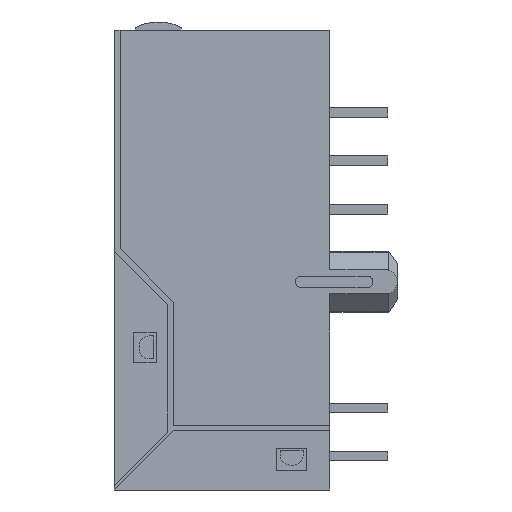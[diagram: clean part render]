
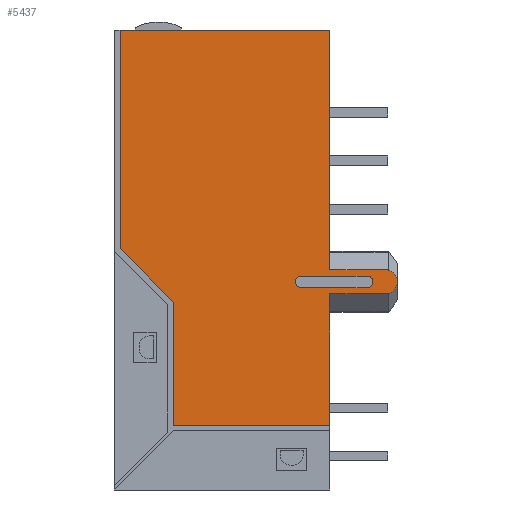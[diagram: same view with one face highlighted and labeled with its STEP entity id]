
A CAD part, left-side view. The second image highlights one B-rep face of the part: STEP entity #5437.
In plain terms, the highlighted planar face has unit normal (-1, 0, 0).
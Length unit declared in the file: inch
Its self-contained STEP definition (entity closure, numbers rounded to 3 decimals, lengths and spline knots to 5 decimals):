
#80 = CARTESIAN_POINT ( 'NONE',  ( -0.35, -0.08702, -0.057 ) ) ;
#119 = CARTESIAN_POINT ( 'NONE',  ( -0.35, 0.435, 0.475 ) ) ;
#123 = CARTESIAN_POINT ( 'NONE',  ( -0.35, 0.0491, -0.045 ) ) ;
#181 = LINE ( 'NONE', #9494, #3578 ) ;
#407 = DIRECTION ( 'NONE',  ( 0., -1., 0. ) ) ;
#569 = VECTOR ( 'NONE', #10290, 39.37008 ) ;
#585 = CIRCLE ( 'NONE', #7350, 0.025 ) ;
#685 = VECTOR ( 'NONE', #6879, 39.37008 ) ;
#817 = ORIENTED_EDGE ( 'NONE', *, *, #5178, .F. ) ;
#819 = DIRECTION ( 'NONE',  ( 1., 0., 0. ) ) ;
#998 = DIRECTION ( 'NONE',  ( 0., 1., 0. ) ) ;
#1107 = VECTOR ( 'NONE', #9304, 39.37008 ) ;
#1139 = EDGE_CURVE ( 'NONE', #3244, #4059, #585, .T. ) ;
#1360 = VERTEX_POINT ( 'NONE', #9337 ) ;
#1381 = EDGE_CURVE ( 'NONE', #8769, #1360, #181, .T. ) ;
#1396 = DIRECTION ( 'NONE',  ( 0., 1., 0. ) ) ;
#1708 = CARTESIAN_POINT ( 'NONE',  ( -0.35, 0.31295, -0.08705 ) ) ;
#1761 = ORIENTED_EDGE ( 'NONE', *, *, #2402, .F. ) ;
#1779 = FACE_OUTER_BOUND ( 'NONE', #11079, .T. ) ;
#1868 = LINE ( 'NONE', #8374, #9568 ) ;
#1907 = EDGE_CURVE ( 'NONE', #4955, #8420, #5889, .T. ) ;
#1928 = LINE ( 'NONE', #8601, #6509 ) ;
#2021 = FACE_BOUND ( 'NONE', #7172, .T. ) ;
#2380 = CARTESIAN_POINT ( 'NONE',  ( -0.35, 0.435, -0.057 ) ) ;
#2389 = EDGE_CURVE ( 'NONE', #7599, #10223, #9484, .T. ) ;
#2402 = EDGE_CURVE ( 'NONE', #7106, #3524, #9207, .T. ) ;
#2458 = ORIENTED_EDGE ( 'NONE', *, *, #4148, .T. ) ;
#2771 = ORIENTED_EDGE ( 'NONE', *, *, #4025, .F. ) ;
#2815 = VECTOR ( 'NONE', #4990, 39.37008 ) ;
#2969 = CARTESIAN_POINT ( 'NONE',  ( -0.35, 0.435, -0.02 ) ) ;
#3110 = EDGE_CURVE ( 'NONE', #7599, #7773, #5647, .T. ) ;
#3211 = DIRECTION ( 'NONE',  ( 0., 1., 0. ) ) ;
#3244 = VERTEX_POINT ( 'NONE', #7018 ) ;
#3260 = CARTESIAN_POINT ( 'NONE',  ( -0.35, -0.08702, -0.045 ) ) ;
#3382 = DIRECTION ( 'NONE',  ( -1., 0., 0. ) ) ;
#3403 = LINE ( 'NONE', #2380, #1107 ) ;
#3423 = DIRECTION ( 'NONE',  ( 0., 0., -1. ) ) ;
#3443 = DIRECTION ( 'NONE',  ( 0., 0., 1. ) ) ;
#3524 = VERTEX_POINT ( 'NONE', #3987 ) ;
#3578 = VECTOR ( 'NONE', #9452, 39.37008 ) ;
#3987 = CARTESIAN_POINT ( 'NONE',  ( -0.35, -0.08702, -0.033 ) ) ;
#4025 = EDGE_CURVE ( 'NONE', #4059, #10223, #5492, .T. ) ;
#4059 = VERTEX_POINT ( 'NONE', #4881 ) ;
#4082 = EDGE_CURVE ( 'NONE', #3524, #4955, #1868, .T. ) ;
#4148 = EDGE_CURVE ( 'NONE', #10127, #6444, #5109, .T. ) ;
#4229 = DIRECTION ( 'NONE',  ( 0., 1., 0. ) ) ;
#4269 = CARTESIAN_POINT ( 'NONE',  ( -0.35, 0.435, -0.34114 ) ) ;
#4314 = ORIENTED_EDGE ( 'NONE', *, *, #1139, .F. ) ;
#4379 = AXIS2_PLACEMENT_3D ( 'NONE', #3260, #3382, #3423 ) ;
#4448 = AXIS2_PLACEMENT_3D ( 'NONE', #123, #8839, #8974 ) ;
#4456 = ORIENTED_EDGE ( 'NONE', *, *, #4082, .F. ) ;
#4526 = CARTESIAN_POINT ( 'NONE',  ( -0.35, -0.00988, -0.02 ) ) ;
#4572 = EDGE_CURVE ( 'NONE', #6444, #1360, #10027, .T. ) ;
#4881 = CARTESIAN_POINT ( 'NONE',  ( -0.35, -0.12492, -0.07 ) ) ;
#4955 = VERTEX_POINT ( 'NONE', #5908 ) ;
#4990 = DIRECTION ( 'NONE',  ( 0., 0., 1. ) ) ;
#5109 = LINE ( 'NONE', #10998, #2815 ) ;
#5178 = EDGE_CURVE ( 'NONE', #10127, #3244, #6492, .T. ) ;
#5373 = EDGE_CURVE ( 'NONE', #8420, #7106, #3403, .T. ) ;
#5386 = CARTESIAN_POINT ( 'NONE',  ( -0.35, -0.12492, -0.045 ) ) ;
#5420 = DIRECTION ( 'NONE',  ( 1., 0., 0. ) ) ;
#5437 = ADVANCED_FACE ( 'NONE', ( #1779, #2021 ), #5944, .F. ) ;
#5455 = DIRECTION ( 'NONE',  ( 0., 0., 1. ) ) ;
#5492 = LINE ( 'NONE', #7435, #7818 ) ;
#5647 = LINE ( 'NONE', #4269, #10234 ) ;
#5724 = VECTOR ( 'NONE', #998, 39.37008 ) ;
#5889 = CIRCLE ( 'NONE', #4448, 0.012 ) ;
#5908 = CARTESIAN_POINT ( 'NONE',  ( -0.35, 0.0491, -0.033 ) ) ;
#5944 = PLANE ( 'NONE',  #10084 ) ;
#5987 = CARTESIAN_POINT ( 'NONE',  ( -0.35, 0.435, -0.475 ) ) ;
#6039 = ORIENTED_EDGE ( 'NONE', *, *, #4572, .T. ) ;
#6239 = VECTOR ( 'NONE', #407, 39.37008 ) ;
#6330 = EDGE_CURVE ( 'NONE', #6857, #8769, #7562, .T. ) ;
#6444 = VERTEX_POINT ( 'NONE', #7037 ) ;
#6449 = ORIENTED_EDGE ( 'NONE', *, *, #9914, .F. ) ;
#6492 = LINE ( 'NONE', #2969, #6239 ) ;
#6509 = VECTOR ( 'NONE', #3443, 39.37008 ) ;
#6790 = CARTESIAN_POINT ( 'NONE',  ( -0.35, 0.31295, -0.08705 ) ) ;
#6849 = DIRECTION ( 'NONE',  ( 0., 0., -1. ) ) ;
#6857 = VERTEX_POINT ( 'NONE', #6790 ) ;
#6879 = DIRECTION ( 'NONE',  ( 0., 0.707, 0.707 ) ) ;
#6886 = ORIENTED_EDGE ( 'NONE', *, *, #6330, .F. ) ;
#7018 = CARTESIAN_POINT ( 'NONE',  ( -0.35, -0.12492, -0.02 ) ) ;
#7037 = CARTESIAN_POINT ( 'NONE',  ( -0.35, -0.00988, 0.475 ) ) ;
#7106 = VERTEX_POINT ( 'NONE', #80 ) ;
#7172 = EDGE_LOOP ( 'NONE', ( #10673, #4456, #1761, #9712 ) ) ;
#7350 = AXIS2_PLACEMENT_3D ( 'NONE', #5386, #5420, #5455 ) ;
#7435 = CARTESIAN_POINT ( 'NONE',  ( -0.35, 0.435, -0.07 ) ) ;
#7562 = LINE ( 'NONE', #1708, #685 ) ;
#7599 = VERTEX_POINT ( 'NONE', #8463 ) ;
#7773 = VERTEX_POINT ( 'NONE', #10500 ) ;
#7783 = CARTESIAN_POINT ( 'NONE',  ( -0.35, -0.00988, -0.475 ) ) ;
#7814 = ORIENTED_EDGE ( 'NONE', *, *, #3110, .F. ) ;
#7818 = VECTOR ( 'NONE', #1396, 39.37008 ) ;
#8374 = CARTESIAN_POINT ( 'NONE',  ( -0.35, 0.435, -0.033 ) ) ;
#8420 = VERTEX_POINT ( 'NONE', #8608 ) ;
#8463 = CARTESIAN_POINT ( 'NONE',  ( -0.35, -0.00988, -0.34114 ) ) ;
#8601 = CARTESIAN_POINT ( 'NONE',  ( -0.35, 0.31295, -0.475 ) ) ;
#8608 = CARTESIAN_POINT ( 'NONE',  ( -0.35, 0.0491, -0.057 ) ) ;
#8769 = VERTEX_POINT ( 'NONE', #10792 ) ;
#8839 = DIRECTION ( 'NONE',  ( -1., 0., 0. ) ) ;
#8974 = DIRECTION ( 'NONE',  ( 0., 0., -1. ) ) ;
#9207 = CIRCLE ( 'NONE', #4379, 0.012 ) ;
#9304 = DIRECTION ( 'NONE',  ( 0., -1., 0. ) ) ;
#9337 = CARTESIAN_POINT ( 'NONE',  ( -0.35, 0.4232, 0.475 ) ) ;
#9452 = DIRECTION ( 'NONE',  ( 0., 0., 1. ) ) ;
#9484 = LINE ( 'NONE', #7783, #569 ) ;
#9494 = CARTESIAN_POINT ( 'NONE',  ( -0.35, 0.4232, -0.475 ) ) ;
#9568 = VECTOR ( 'NONE', #3211, 39.37008 ) ;
#9712 = ORIENTED_EDGE ( 'NONE', *, *, #5373, .F. ) ;
#9846 = ORIENTED_EDGE ( 'NONE', *, *, #1381, .F. ) ;
#9914 = EDGE_CURVE ( 'NONE', #7773, #6857, #1928, .T. ) ;
#10027 = LINE ( 'NONE', #119, #5724 ) ;
#10084 = AXIS2_PLACEMENT_3D ( 'NONE', #5987, #819, #6849 ) ;
#10127 = VERTEX_POINT ( 'NONE', #4526 ) ;
#10211 = ORIENTED_EDGE ( 'NONE', *, *, #2389, .T. ) ;
#10223 = VERTEX_POINT ( 'NONE', #10787 ) ;
#10234 = VECTOR ( 'NONE', #4229, 39.37008 ) ;
#10290 = DIRECTION ( 'NONE',  ( 0., 0., 1. ) ) ;
#10500 = CARTESIAN_POINT ( 'NONE',  ( -0.35, 0.31295, -0.34114 ) ) ;
#10673 = ORIENTED_EDGE ( 'NONE', *, *, #1907, .F. ) ;
#10787 = CARTESIAN_POINT ( 'NONE',  ( -0.35, -0.00988, -0.07 ) ) ;
#10792 = CARTESIAN_POINT ( 'NONE',  ( -0.35, 0.4232, 0.0232 ) ) ;
#10998 = CARTESIAN_POINT ( 'NONE',  ( -0.35, -0.00988, -0.475 ) ) ;
#11079 = EDGE_LOOP ( 'NONE', ( #6886, #6449, #7814, #10211, #2771, #4314, #817, #2458, #6039, #9846 ) ) ;
